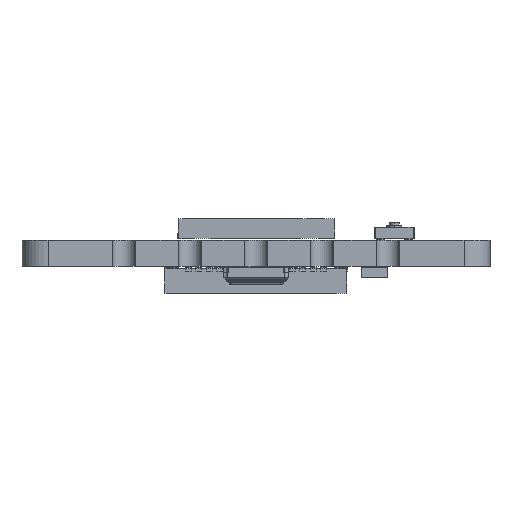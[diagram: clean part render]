
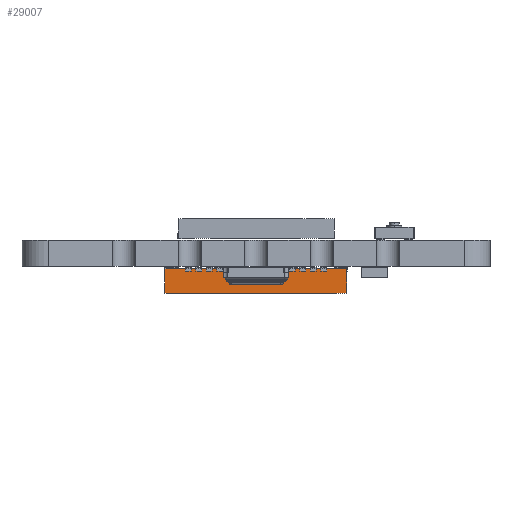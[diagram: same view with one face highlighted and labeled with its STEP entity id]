
A CAD part, front view. The second image highlights one B-rep face of the part: STEP entity #29007.
In plain terms, the highlighted planar face has unit normal (0, -1, 0).
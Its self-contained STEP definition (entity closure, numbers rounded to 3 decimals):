
#26997 = VERTEX_POINT('',#26998);
#26998 = CARTESIAN_POINT('',(3.5,-3.5,0.05));
#27004 = EDGE_CURVE('',#27005,#26997,#27007,.T.);
#27005 = VERTEX_POINT('',#27006);
#27006 = CARTESIAN_POINT('',(-3.5,-3.5,0.05));
#27007 = LINE('',#27008,#27009);
#27008 = CARTESIAN_POINT('',(3.5,-3.5,0.05));
#27009 = VECTOR('',#27010,1.);
#27010 = DIRECTION('',(1.,0.,-0.));
#27984 = VERTEX_POINT('',#27985);
#27985 = CARTESIAN_POINT('',(3.5,-3.5,1.));
#27991 = EDGE_CURVE('',#27984,#26997,#27992,.T.);
#27992 = LINE('',#27993,#27994);
#27993 = CARTESIAN_POINT('',(3.5,-3.5,1.));
#27994 = VECTOR('',#27995,1.);
#27995 = DIRECTION('',(-0.,-0.,-1.));
#28674 = EDGE_CURVE('',#28675,#27005,#28677,.T.);
#28675 = VERTEX_POINT('',#28676);
#28676 = CARTESIAN_POINT('',(-3.5,-3.5,1.));
#28677 = LINE('',#28678,#28679);
#28678 = CARTESIAN_POINT('',(-3.5,-3.5,1.));
#28679 = VECTOR('',#28680,1.);
#28680 = DIRECTION('',(-0.,-0.,-1.));
#29007 = ADVANCED_FACE('',(#29008),#29019,.F.);
#29008 = FACE_BOUND('',#29009,.T.);
#29009 = EDGE_LOOP('',(#29010,#29011,#29012,#29013));
#29010 = ORIENTED_EDGE('',*,*,#28674,.T.);
#29011 = ORIENTED_EDGE('',*,*,#27004,.T.);
#29012 = ORIENTED_EDGE('',*,*,#27991,.F.);
#29013 = ORIENTED_EDGE('',*,*,#29014,.F.);
#29014 = EDGE_CURVE('',#28675,#27984,#29015,.T.);
#29015 = LINE('',#29016,#29017);
#29016 = CARTESIAN_POINT('',(3.5,-3.5,1.));
#29017 = VECTOR('',#29018,1.);
#29018 = DIRECTION('',(1.,0.,-0.));
#29019 = PLANE('',#29020);
#29020 = AXIS2_PLACEMENT_3D('',#29021,#29022,#29023);
#29021 = CARTESIAN_POINT('',(3.5,-3.5,1.));
#29022 = DIRECTION('',(0.,1.,0.));
#29023 = DIRECTION('',(-1.,0.,0.));
